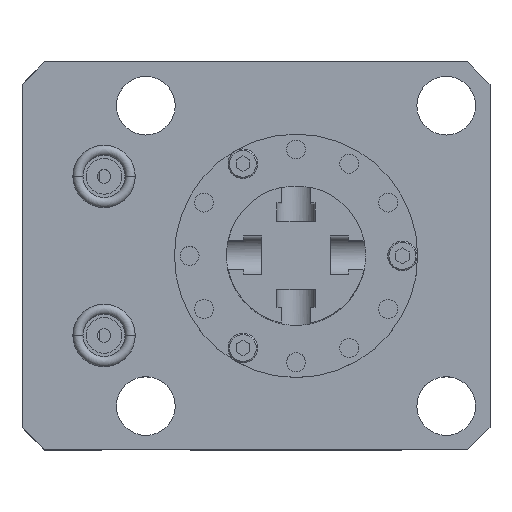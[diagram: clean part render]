
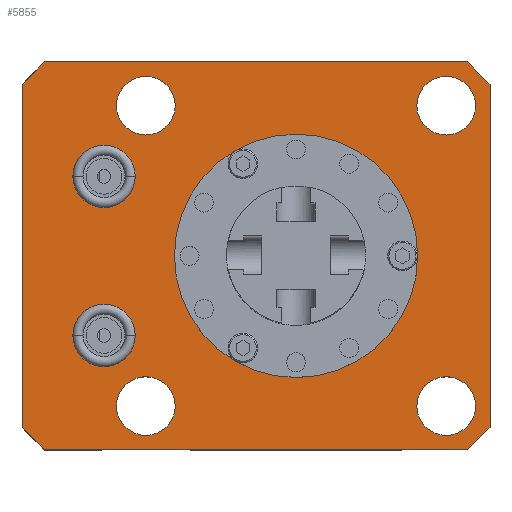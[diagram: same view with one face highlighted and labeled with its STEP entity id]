
A CAD part, top view. The second image highlights one B-rep face of the part: STEP entity #5855.
In plain terms, the highlighted planar face has unit normal (0, 0, 1).
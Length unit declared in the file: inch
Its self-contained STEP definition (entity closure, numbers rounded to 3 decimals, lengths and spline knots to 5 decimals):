
#1139=CARTESIAN_POINT('',(1.08,-1.08,0.985));
#1140=DIRECTION('',(0.,0.,-1.));
#1141=DIRECTION('',(1.,0.,0.));
#1142=AXIS2_PLACEMENT_3D('',#1139,#1140,#1141);
#1147=CARTESIAN_POINT('',(1.08,-1.08,0.985));
#1148=DIRECTION('',(0.,0.,-1.));
#1149=DIRECTION('',(-1.,0.,0.));
#1150=AXIS2_PLACEMENT_3D('',#1147,#1148,#1149);
#1155=CARTESIAN_POINT('',(1.08,1.08,0.985));
#1156=DIRECTION('',(0.,0.,-1.));
#1157=DIRECTION('',(1.,0.,0.));
#1158=AXIS2_PLACEMENT_3D('',#1155,#1156,#1157);
#1163=CARTESIAN_POINT('',(1.08,1.08,0.985));
#1164=DIRECTION('',(0.,0.,-1.));
#1165=DIRECTION('',(-1.,0.,0.));
#1166=AXIS2_PLACEMENT_3D('',#1163,#1164,#1165);
#1171=CARTESIAN_POINT('',(-1.08,-1.08,0.985));
#1172=DIRECTION('',(0.,0.,-1.));
#1173=DIRECTION('',(1.,0.,0.));
#1174=AXIS2_PLACEMENT_3D('',#1171,#1172,#1173);
#1179=CARTESIAN_POINT('',(-1.08,-1.08,0.985));
#1180=DIRECTION('',(0.,0.,-1.));
#1181=DIRECTION('',(-1.,0.,0.));
#1182=AXIS2_PLACEMENT_3D('',#1179,#1180,#1181);
#1187=CARTESIAN_POINT('',(-1.08,1.08,0.985));
#1188=DIRECTION('',(0.,0.,-1.));
#1189=DIRECTION('',(1.,0.,0.));
#1190=AXIS2_PLACEMENT_3D('',#1187,#1188,#1189);
#1195=CARTESIAN_POINT('',(-1.08,1.08,0.985));
#1196=DIRECTION('',(0.,0.,-1.));
#1197=DIRECTION('',(-1.,0.,0.));
#1198=AXIS2_PLACEMENT_3D('',#1195,#1196,#1197);
#1203=CARTESIAN_POINT('',(-1.381,-0.572,0.985));
#1204=DIRECTION('',(0.,0.,1.));
#1205=DIRECTION('',(-1.,0.,0.));
#1206=AXIS2_PLACEMENT_3D('',#1203,#1204,#1205);
#1211=CARTESIAN_POINT('',(-1.381,-0.572,0.985));
#1212=DIRECTION('',(0.,0.,1.));
#1213=DIRECTION('',(1.,0.,0.));
#1214=AXIS2_PLACEMENT_3D('',#1211,#1212,#1213);
#1219=CARTESIAN_POINT('',(-1.381,0.572,0.985));
#1220=DIRECTION('',(0.,0.,1.));
#1221=DIRECTION('',(-1.,0.,0.));
#1222=AXIS2_PLACEMENT_3D('',#1219,#1220,#1221);
#1227=CARTESIAN_POINT('',(-1.381,0.572,0.985));
#1228=DIRECTION('',(0.,0.,1.));
#1229=DIRECTION('',(1.,0.,0.));
#1230=AXIS2_PLACEMENT_3D('',#1227,#1228,#1229);
#1235=DIRECTION('',(0.,-1.,0.));
#1236=VECTOR('',#1235,2.47);
#1237=CARTESIAN_POINT('',(-1.971,1.235,0.985));
#1238=LINE('',#1237,#1236);
#1242=DIRECTION('',(-0.707,-0.707,0.));
#1243=VECTOR('',#1242,0.22627);
#1244=CARTESIAN_POINT('',(-1.811,1.395,0.985));
#1245=LINE('',#1244,#1243);
#1249=DIRECTION('',(-1.,0.,0.));
#1250=VECTOR('',#1249,3.046);
#1251=CARTESIAN_POINT('',(1.235,1.395,0.985));
#1252=LINE('',#1251,#1250);
#1256=DIRECTION('',(-0.707,0.707,0.));
#1257=VECTOR('',#1256,0.22627);
#1258=CARTESIAN_POINT('',(1.395,1.235,0.985));
#1259=LINE('',#1258,#1257);
#1263=DIRECTION('',(0.,1.,0.));
#1264=VECTOR('',#1263,2.47);
#1265=CARTESIAN_POINT('',(1.395,-1.235,0.985));
#1266=LINE('',#1265,#1264);
#1270=DIRECTION('',(0.707,0.707,0.));
#1271=VECTOR('',#1270,0.22627);
#1272=CARTESIAN_POINT('',(1.235,-1.395,0.985));
#1273=LINE('',#1272,#1271);
#1277=DIRECTION('',(1.,0.,0.));
#1278=VECTOR('',#1277,3.046);
#1279=CARTESIAN_POINT('',(-1.811,-1.395,0.985));
#1280=LINE('',#1279,#1278);
#1284=DIRECTION('',(0.707,-0.707,0.));
#1285=VECTOR('',#1284,0.22627);
#1286=CARTESIAN_POINT('',(-1.971,-1.235,0.985));
#1287=LINE('',#1286,#1285);
#1291=CARTESIAN_POINT('',(0.,0.,0.985));
#1292=DIRECTION('',(0.,0.,-1.));
#1293=DIRECTION('',(0.,1.,0.));
#1294=AXIS2_PLACEMENT_3D('',#1291,#1292,#1293);
#1299=CARTESIAN_POINT('',(0.,0.,0.985));
#1300=DIRECTION('',(0.,0.,-1.));
#1301=DIRECTION('',(0.,-1.,0.));
#1302=AXIS2_PLACEMENT_3D('',#1299,#1300,#1301);
#4407=CARTESIAN_POINT('',(-1.971,1.235,0.985));
#4408=CARTESIAN_POINT('',(-1.971,-1.235,0.985));
#4409=VERTEX_POINT('',#4407);
#4410=VERTEX_POINT('',#4408);
#4411=CARTESIAN_POINT('',(-1.811,-1.395,0.985));
#4412=CARTESIAN_POINT('',(1.235,-1.395,0.985));
#4413=VERTEX_POINT('',#4411);
#4414=VERTEX_POINT('',#4412);
#4415=CARTESIAN_POINT('',(1.395,-1.235,0.985));
#4416=CARTESIAN_POINT('',(1.395,1.235,0.985));
#4417=VERTEX_POINT('',#4415);
#4418=VERTEX_POINT('',#4416);
#4419=CARTESIAN_POINT('',(1.235,1.395,0.985));
#4420=CARTESIAN_POINT('',(-1.811,1.395,0.985));
#4421=VERTEX_POINT('',#4419);
#4422=VERTEX_POINT('',#4420);
#4447=CARTESIAN_POINT('',(1.291,-1.08,0.985));
#4448=CARTESIAN_POINT('',(0.869,-1.08,0.985));
#4449=VERTEX_POINT('',#4447);
#4450=VERTEX_POINT('',#4448);
#4511=CARTESIAN_POINT('',(-1.6055,-0.572,0.985));
#4512=CARTESIAN_POINT('',(-1.1565,-0.572,0.985));
#4513=VERTEX_POINT('',#4511);
#4514=VERTEX_POINT('',#4512);
#4515=CARTESIAN_POINT('',(-1.6055,0.572,0.985));
#4516=CARTESIAN_POINT('',(-1.1565,0.572,0.985));
#4517=VERTEX_POINT('',#4515);
#4518=VERTEX_POINT('',#4516);
#4611=CARTESIAN_POINT('',(1.291,1.08,0.985));
#4612=CARTESIAN_POINT('',(0.869,1.08,0.985));
#4613=VERTEX_POINT('',#4611);
#4614=VERTEX_POINT('',#4612);
#4615=CARTESIAN_POINT('',(-0.869,-1.08,0.985));
#4616=CARTESIAN_POINT('',(-1.291,-1.08,0.985));
#4617=VERTEX_POINT('',#4615);
#4618=VERTEX_POINT('',#4616);
#4619=CARTESIAN_POINT('',(-0.869,1.08,0.985));
#4620=CARTESIAN_POINT('',(-1.291,1.08,0.985));
#4621=VERTEX_POINT('',#4619);
#4622=VERTEX_POINT('',#4620);
#4781=CARTESIAN_POINT('',(0.,0.875,0.985));
#4782=CARTESIAN_POINT('',(0.,-0.875,0.985));
#4783=VERTEX_POINT('',#4781);
#4784=VERTEX_POINT('',#4782);
#5791=CARTESIAN_POINT('',(0.,0.,0.985));
#5792=DIRECTION('',(0.,0.,1.));
#5793=DIRECTION('',(1.,0.,0.));
#5794=AXIS2_PLACEMENT_3D('',#5791,#5792,#5793);
#5795=PLANE('',#5794);
#5797=ORIENTED_EDGE('',*,*,#5796,.F.);
#5799=ORIENTED_EDGE('',*,*,#5798,.F.);
#5801=ORIENTED_EDGE('',*,*,#5800,.F.);
#5803=ORIENTED_EDGE('',*,*,#5802,.F.);
#5805=ORIENTED_EDGE('',*,*,#5804,.F.);
#5807=ORIENTED_EDGE('',*,*,#5806,.F.);
#5809=ORIENTED_EDGE('',*,*,#5808,.F.);
#5811=ORIENTED_EDGE('',*,*,#5810,.F.);
#5812=EDGE_LOOP('',(#5797,#5799,#5801,#5803,#5805,#5807,#5809,#5811));
#5813=FACE_OUTER_BOUND('',#5812,.F.);
#5815=ORIENTED_EDGE('',*,*,#5814,.F.);
#5817=ORIENTED_EDGE('',*,*,#5816,.F.);
#5818=EDGE_LOOP('',(#5815,#5817));
#5819=FACE_BOUND('',#5818,.F.);
#5821=ORIENTED_EDGE('',*,*,#5820,.F.);
#5823=ORIENTED_EDGE('',*,*,#5822,.F.);
#5824=EDGE_LOOP('',(#5821,#5823));
#5825=FACE_BOUND('',#5824,.F.);
#5827=ORIENTED_EDGE('',*,*,#5826,.F.);
#5829=ORIENTED_EDGE('',*,*,#5828,.F.);
#5830=EDGE_LOOP('',(#5827,#5829));
#5831=FACE_BOUND('',#5830,.F.);
#5833=ORIENTED_EDGE('',*,*,#5832,.T.);
#5835=ORIENTED_EDGE('',*,*,#5834,.T.);
#5836=EDGE_LOOP('',(#5833,#5835));
#5837=FACE_BOUND('',#5836,.F.);
#5839=ORIENTED_EDGE('',*,*,#5838,.T.);
#5841=ORIENTED_EDGE('',*,*,#5840,.T.);
#5842=EDGE_LOOP('',(#5839,#5841));
#5843=FACE_BOUND('',#5842,.F.);
#5845=ORIENTED_EDGE('',*,*,#5844,.F.);
#5847=ORIENTED_EDGE('',*,*,#5846,.F.);
#5848=EDGE_LOOP('',(#5845,#5847));
#5849=FACE_BOUND('',#5848,.F.);
#5851=ORIENTED_EDGE('',*,*,#5850,.F.);
#5852=ORIENTED_EDGE('',*,*,#5781,.F.);
#5853=EDGE_LOOP('',(#5851,#5852));
#5854=FACE_BOUND('',#5853,.F.);
#1143=CIRCLE('',#1142,0.211);
#1151=CIRCLE('',#1150,0.211);
#1159=CIRCLE('',#1158,0.211);
#1167=CIRCLE('',#1166,0.211);
#1175=CIRCLE('',#1174,0.211);
#1183=CIRCLE('',#1182,0.211);
#1191=CIRCLE('',#1190,0.211);
#1199=CIRCLE('',#1198,0.211);
#1207=CIRCLE('',#1206,0.2245);
#1215=CIRCLE('',#1214,0.2245);
#1223=CIRCLE('',#1222,0.2245);
#1231=CIRCLE('',#1230,0.2245);
#1295=CIRCLE('',#1294,0.875);
#1303=CIRCLE('',#1302,0.875);
#5781=EDGE_CURVE('',#4784,#4783,#1303,.T.);
#5796=EDGE_CURVE('',#4409,#4410,#1238,.T.);
#5798=EDGE_CURVE('',#4422,#4409,#1245,.T.);
#5800=EDGE_CURVE('',#4421,#4422,#1252,.T.);
#5802=EDGE_CURVE('',#4418,#4421,#1259,.T.);
#5804=EDGE_CURVE('',#4417,#4418,#1266,.T.);
#5806=EDGE_CURVE('',#4414,#4417,#1273,.T.);
#5808=EDGE_CURVE('',#4413,#4414,#1280,.T.);
#5810=EDGE_CURVE('',#4410,#4413,#1287,.T.);
#5814=EDGE_CURVE('',#4613,#4614,#1159,.T.);
#5816=EDGE_CURVE('',#4614,#4613,#1167,.T.);
#5820=EDGE_CURVE('',#4617,#4618,#1175,.T.);
#5822=EDGE_CURVE('',#4618,#4617,#1183,.T.);
#5826=EDGE_CURVE('',#4621,#4622,#1191,.T.);
#5828=EDGE_CURVE('',#4622,#4621,#1199,.T.);
#5832=EDGE_CURVE('',#4513,#4514,#1207,.T.);
#5834=EDGE_CURVE('',#4514,#4513,#1215,.T.);
#5838=EDGE_CURVE('',#4517,#4518,#1223,.T.);
#5840=EDGE_CURVE('',#4518,#4517,#1231,.T.);
#5844=EDGE_CURVE('',#4449,#4450,#1143,.T.);
#5846=EDGE_CURVE('',#4450,#4449,#1151,.T.);
#5850=EDGE_CURVE('',#4783,#4784,#1295,.T.);
#5855=ADVANCED_FACE('',(#5813,#5819,#5825,#5831,#5837,#5843,#5849,#5854),#5795,
.T.);
